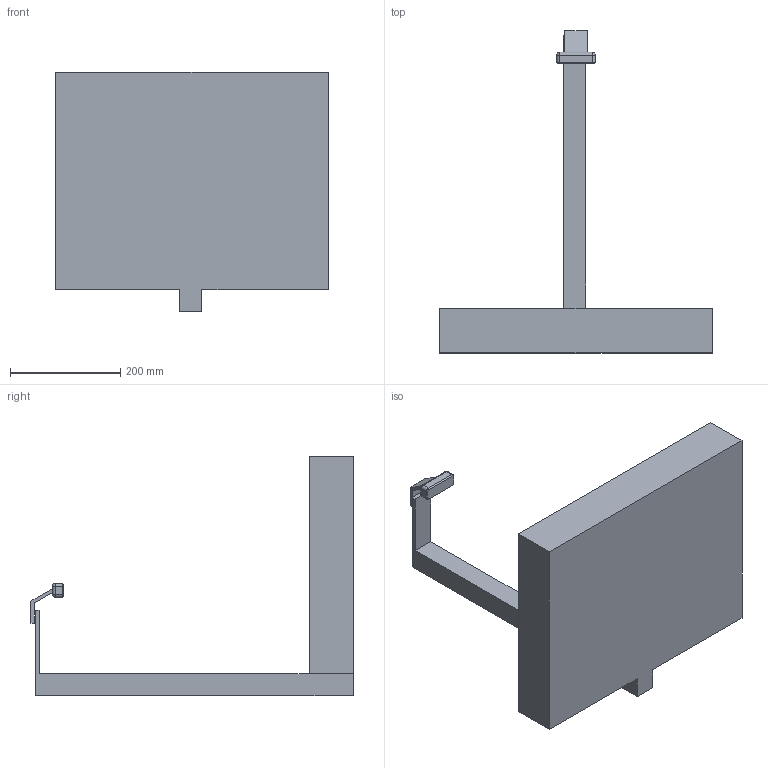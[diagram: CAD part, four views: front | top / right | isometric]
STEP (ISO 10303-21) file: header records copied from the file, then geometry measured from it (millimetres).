
FILE_DESCRIPTION (( 'STEP AP203' ), '1' );
FILE_NAME ('board_Default_sldprt.STEP', '2020-10-16T02:00:25', ( '' ), ( '' ), 'SwSTEP 2.0', 'SolidWorks 2020', '' );
FILE_SCHEMA (( 'CONFIG_CONTROL_DESIGN' ));
Length unit declared in the file: millimetre
Products named in the file (1): board_Default_sldprt
Bounding box: 495 x 585 x 435 mm (x, y, z)
Volume: 16649856.2 mm3; surface area: 647159.6 mm2
Topology: 2 solids, 2 shells, 48 faces, 111 edges, 64 vertices
Faces by surface type: plane 32, cylinder 8, sphere 4, cone 4
Entity records: 1370 total; most frequent: DIRECTION 225, CARTESIAN_POINT 220, ORIENTED_EDGE 214, EDGE_CURVE 107, LINE 87, VECTOR 87, AXIS2_PLACEMENT_3D 69, VERTEX_POINT 64
